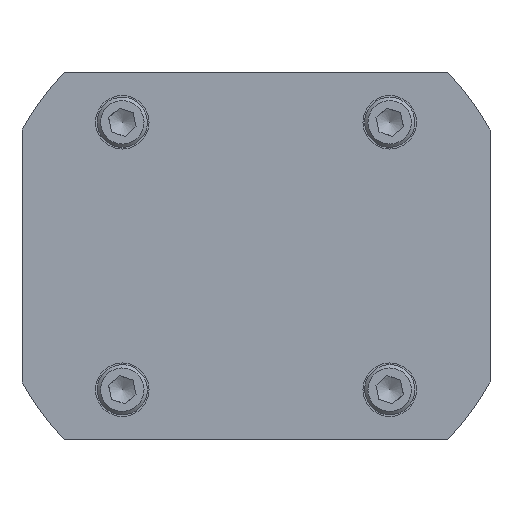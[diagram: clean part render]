
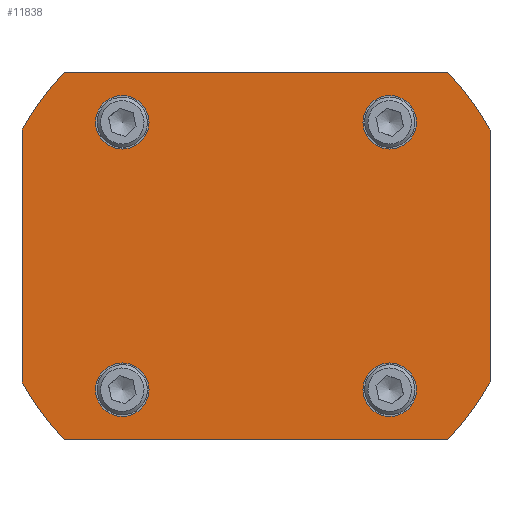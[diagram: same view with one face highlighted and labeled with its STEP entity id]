
A CAD part, front view. The second image highlights one B-rep face of the part: STEP entity #11838.
In plain terms, the highlighted planar face has unit normal (0, -1, 0).
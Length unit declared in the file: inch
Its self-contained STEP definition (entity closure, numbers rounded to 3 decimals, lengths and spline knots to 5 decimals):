
#11334=CARTESIAN_POINT('',(1.43511,0.0,-1.375));
#11335=VERTEX_POINT('',#11334);
#11342=CARTESIAN_POINT('',(-1.43511,0.0,-1.375));
#11343=VERTEX_POINT('',#11342);
#11344=CARTESIAN_POINT('',(-1.43511,0.0,-1.375));
#11345=DIRECTION('',(1.0,0.0,0.0));
#11346=VECTOR('',#11345,2.87021);
#11347=LINE('',#11344,#11346);
#11348=EDGE_CURVE('',#11343,#11335,#11347,.T.);
#11408=CARTESIAN_POINT('',(-1.75,0.0,-0.94216));
#11409=VERTEX_POINT('',#11408);
#11416=CARTESIAN_POINT('',(-1.75,0.0,0.94216));
#11417=VERTEX_POINT('',#11416);
#11418=CARTESIAN_POINT('',(-1.75,0.0,0.94216));
#11419=DIRECTION('',(0.0,0.0,-1.0));
#11420=VECTOR('',#11419,1.88431);
#11421=LINE('',#11418,#11420);
#11422=EDGE_CURVE('',#11417,#11409,#11421,.T.);
#11490=CARTESIAN_POINT('',(1.75,0.0,0.94216));
#11491=VERTEX_POINT('',#11490);
#11498=CARTESIAN_POINT('',(1.75,0.0,-0.94216));
#11499=VERTEX_POINT('',#11498);
#11500=CARTESIAN_POINT('',(1.75,0.0,-0.94216));
#11501=DIRECTION('',(0.0,0.0,1.0));
#11502=VECTOR('',#11501,1.88431);
#11503=LINE('',#11500,#11502);
#11504=EDGE_CURVE('',#11499,#11491,#11503,.T.);
#11554=CARTESIAN_POINT('',(-1.,0.0,0.8));
#11555=VERTEX_POINT('',#11554);
#11556=CARTESIAN_POINT('',(-1.,0.0,1.));
#11557=DIRECTION('',(0.0,1.0,0.0));
#11558=DIRECTION('',(0.0,0.0,-1.0));
#11559=AXIS2_PLACEMENT_3D('',#11556,#11557,#11558);
#11560=CIRCLE('',#11559,0.2);
#11561=EDGE_CURVE('',#11555,#11555,#11560,.T.);
#11595=CARTESIAN_POINT('',(-0.8,0.0,-1.));
#11596=VERTEX_POINT('',#11595);
#11597=CARTESIAN_POINT('',(-1.,0.0,-1.));
#11598=DIRECTION('',(0.0,1.0,0.0));
#11599=DIRECTION('',(1.0,0.0,0.0));
#11600=AXIS2_PLACEMENT_3D('',#11597,#11598,#11599);
#11601=CIRCLE('',#11600,0.2);
#11602=EDGE_CURVE('',#11596,#11596,#11601,.T.);
#11644=CARTESIAN_POINT('',(1.,0.0,-0.8));
#11645=VERTEX_POINT('',#11644);
#11646=CARTESIAN_POINT('',(1.,0.0,-1.));
#11647=DIRECTION('',(0.0,1.0,0.0));
#11648=DIRECTION('',(0.0,0.0,1.0));
#11649=AXIS2_PLACEMENT_3D('',#11646,#11647,#11648);
#11650=CIRCLE('',#11649,0.2);
#11651=EDGE_CURVE('',#11645,#11645,#11650,.T.);
#11693=CARTESIAN_POINT('',(0.8,0.0,1.));
#11694=VERTEX_POINT('',#11693);
#11695=CARTESIAN_POINT('',(1.,0.0,1.));
#11696=DIRECTION('',(0.0,1.0,0.0));
#11697=DIRECTION('',(-1.0,0.0,0.0));
#11698=AXIS2_PLACEMENT_3D('',#11695,#11696,#11697);
#11699=CIRCLE('',#11698,0.2);
#11700=EDGE_CURVE('',#11694,#11694,#11699,.T.);
#11713=CARTESIAN_POINT('',(1.43511,0.0,1.375));
#11714=VERTEX_POINT('',#11713);
#11721=CARTESIAN_POINT('',(0.0,0.0,0.0));
#11722=DIRECTION('',(0.0,-1.0,0.0));
#11723=DIRECTION('',(-0.722,0.0,-0.692));
#11724=AXIS2_PLACEMENT_3D('',#11721,#11722,#11723);
#11725=CIRCLE('',#11724,1.9875);
#11726=EDGE_CURVE('',#11491,#11714,#11725,.T.);
#11738=CARTESIAN_POINT('',(-1.43511,0.0,1.375));
#11739=VERTEX_POINT('',#11738);
#11746=CARTESIAN_POINT('',(1.43511,0.0,1.375));
#11747=DIRECTION('',(-1.0,0.0,0.0));
#11748=VECTOR('',#11747,2.87021);
#11749=LINE('',#11746,#11748);
#11750=EDGE_CURVE('',#11714,#11739,#11749,.T.);
#11763=CARTESIAN_POINT('',(0.0,0.0,0.0));
#11764=DIRECTION('',(0.0,-1.0,0.0));
#11765=DIRECTION('',(0.881,0.0,-0.474));
#11766=AXIS2_PLACEMENT_3D('',#11763,#11764,#11765);
#11767=CIRCLE('',#11766,1.9875);
#11768=EDGE_CURVE('',#11739,#11417,#11767,.T.);
#11781=CARTESIAN_POINT('',(0.0,0.0,0.0));
#11782=DIRECTION('',(0.0,-1.0,0.0));
#11783=DIRECTION('',(0.722,0.0,0.692));
#11784=AXIS2_PLACEMENT_3D('',#11781,#11782,#11783);
#11785=CIRCLE('',#11784,1.9875);
#11786=EDGE_CURVE('',#11409,#11343,#11785,.T.);
#11799=CARTESIAN_POINT('',(0.0,0.0,0.0));
#11800=DIRECTION('',(0.0,-1.,0.0));
#11801=DIRECTION('',(-0.881,0.0,0.474));
#11802=AXIS2_PLACEMENT_3D('',#11799,#11800,#11801);
#11803=CIRCLE('',#11802,1.9875);
#11804=EDGE_CURVE('',#11335,#11499,#11803,.T.);
#11811=CARTESIAN_POINT('',(0.,0.0,0.));
#11812=DIRECTION('',(0.0,1.0,0.0));
#11813=DIRECTION('',(0.0,0.0,-1.0));
#11814=AXIS2_PLACEMENT_3D('',#11811,#11812,#11813);
#11815=PLANE('',#11814);
#11816=ORIENTED_EDGE('',*,*,#11504,.T.);
#11817=ORIENTED_EDGE('',*,*,#11726,.T.);
#11818=ORIENTED_EDGE('',*,*,#11750,.T.);
#11819=ORIENTED_EDGE('',*,*,#11768,.T.);
#11820=ORIENTED_EDGE('',*,*,#11422,.T.);
#11821=ORIENTED_EDGE('',*,*,#11786,.T.);
#11822=ORIENTED_EDGE('',*,*,#11348,.T.);
#11823=ORIENTED_EDGE('',*,*,#11804,.T.);
#11824=EDGE_LOOP('',(#11816,#11817,#11818,#11819,#11820,#11821,#11822,#11823));
#11825=FACE_OUTER_BOUND('',#11824,.T.);
#11826=ORIENTED_EDGE('',*,*,#11561,.T.);
#11827=EDGE_LOOP('',(#11826));
#11828=FACE_BOUND('',#11827,.T.);
#11829=ORIENTED_EDGE('',*,*,#11602,.T.);
#11830=EDGE_LOOP('',(#11829));
#11831=FACE_BOUND('',#11830,.T.);
#11832=ORIENTED_EDGE('',*,*,#11651,.T.);
#11833=EDGE_LOOP('',(#11832));
#11834=FACE_BOUND('',#11833,.T.);
#11835=ORIENTED_EDGE('',*,*,#11700,.T.);
#11836=EDGE_LOOP('',(#11835));
#11837=FACE_BOUND('',#11836,.T.);
#11838=ADVANCED_FACE('',(#11825,#11828,#11831,#11834,#11837),#11815,.F.);
